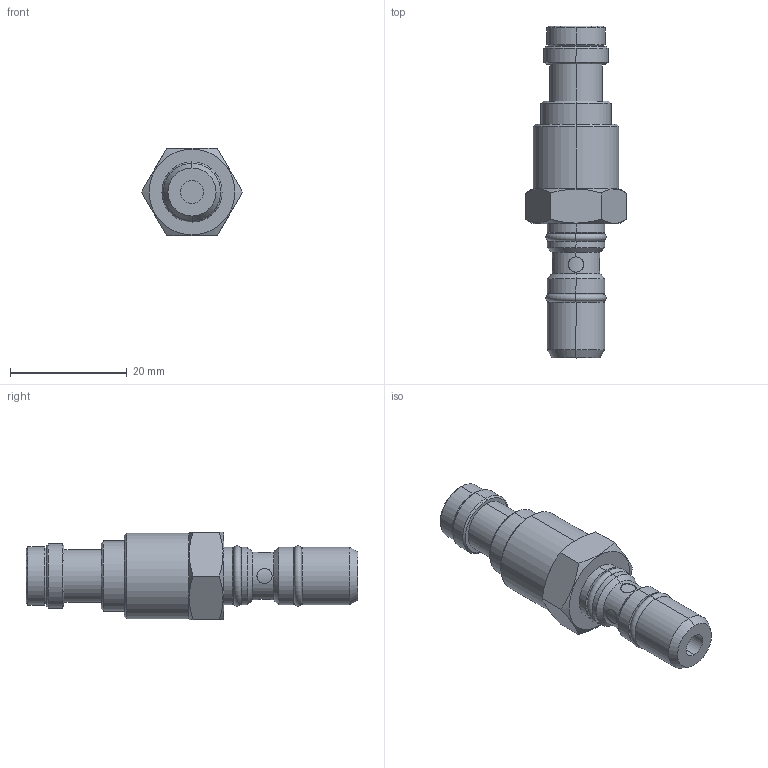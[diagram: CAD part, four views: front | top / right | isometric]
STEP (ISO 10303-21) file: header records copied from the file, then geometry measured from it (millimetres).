
FILE_DESCRIPTION (( 'STEP AP203' ), '1' );
FILE_NAME ('04370001.STEP', '2011-05-06T14:57:13', ( '' ), ( 'sopra-pneumatic' ), 'SwSTEP 2.0', 'SolidWorks 2009', '' );
FILE_SCHEMA (( 'CONFIG_CONTROL_DESIGN' ));
Length unit declared in the file: millimetre
Products named in the file (1): 04370001
Bounding box: 17.32 x 56.85 x 15 mm (x, y, z)
Volume: 5959 mm3; surface area: 2772.1 mm2
Topology: 1 solids, 1 shells, 106 faces, 229 edges, 134 vertices
Faces by surface type: cylinder 43, cone 30, plane 21, torus 12
Entity records: 3352 total; most frequent: CARTESIAN_POINT 980, DIRECTION 501, ORIENTED_EDGE 458, EDGE_CURVE 229, AXIS2_PLACEMENT_3D 203, VERTEX_POINT 134, EDGE_LOOP 115, ADVANCED_FACE 106
